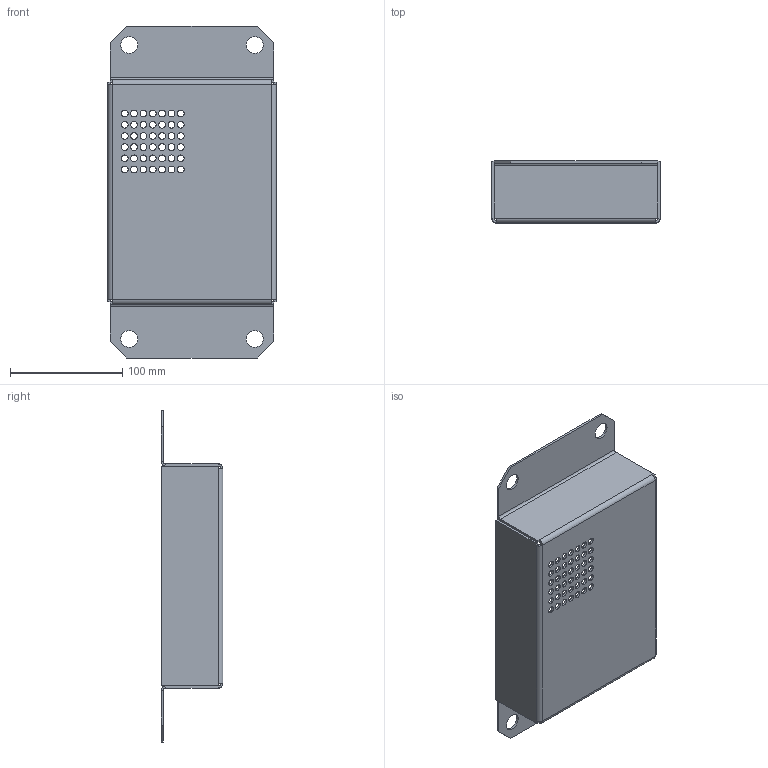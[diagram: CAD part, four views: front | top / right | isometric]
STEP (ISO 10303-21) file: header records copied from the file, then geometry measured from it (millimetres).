
FILE_DESCRIPTION(/* description */ (''),/* implementation_level */ '2;1');
FILE_NAME(/* name */ 'WP-2.step',/* time_stamp */ '2024-09-13T23:14:05+05:30',/* author */ (''),/* organization */ (''),/* preprocessor_version */ 'ST-DEVELOPER v20',/* originating_system */ 'Autodesk Translation Framework v13.14.0.145',/* authorisation */ '');
FILE_SCHEMA (('AUTOMOTIVE_DESIGN { 1 0 10303 214 3 1 1 }'));
Length unit declared in the file: millimetre
Products named in the file (1): WP-2
Bounding box: 150 x 55 x 296 mm (x, y, z)
Volume: 153166.1 mm3; surface area: 157720.8 mm2
Topology: 1 solids, 1 shells, 112 faces, 282 edges, 172 vertices
Faces by surface type: cylinder 58, plane 54
Full cylindrical faces by diameter (mm): 6 x42, 15 x4
Entity records: 3555 total; most frequent: DIRECTION 624, CARTESIAN_POINT 567, ORIENTED_EDGE 564, EDGE_CURVE 282, AXIS2_PLACEMENT_3D 229, EDGE_LOOP 204, VERTEX_POINT 172, LINE 166
